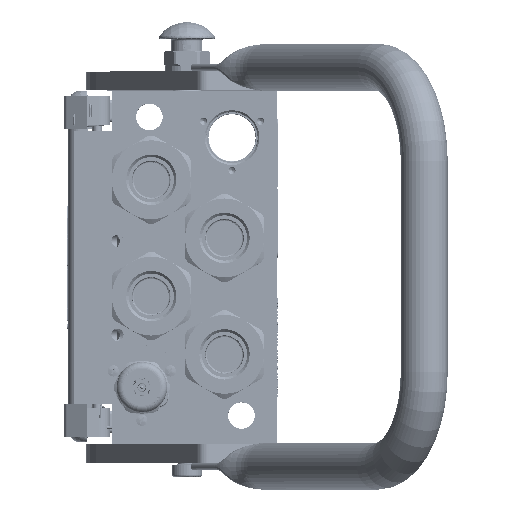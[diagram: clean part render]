
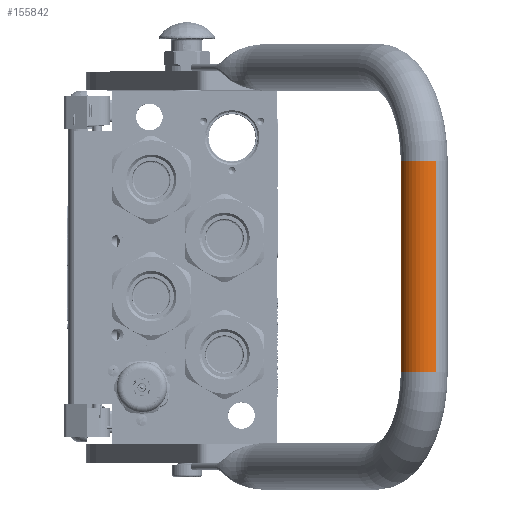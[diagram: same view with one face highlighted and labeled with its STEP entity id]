
A CAD part, top view. The second image highlights one B-rep face of the part: STEP entity #155842.
In plain terms, the highlighted cylindrical face has radius 12.5 mm (diameter 25 mm), a partial arc.
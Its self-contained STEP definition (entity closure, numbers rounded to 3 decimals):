
#1125 = DIRECTION ( 'NONE',  ( 0., 0., -1. ) ) ;
#7278 = VECTOR ( 'NONE', #109003, 1000. ) ;
#10511 = DIRECTION ( 'NONE',  ( 1., 0., 0. ) ) ;
#22088 = CARTESIAN_POINT ( 'NONE',  ( -56.25, 0., 155. ) ) ;
#27361 = AXIS2_PLACEMENT_3D ( 'NONE', #168406, #98538, #1125 ) ;
#31347 = AXIS2_PLACEMENT_3D ( 'NONE', #124877, #124276, #39016 ) ;
#31955 = ORIENTED_EDGE ( 'NONE', *, *, #116340, .T. ) ;
#39016 = DIRECTION ( 'NONE',  ( 0., 0., 1. ) ) ;
#43753 = VERTEX_POINT ( 'NONE', #121458 ) ;
#53270 = CARTESIAN_POINT ( 'NONE',  ( 56.25, 0., 155. ) ) ;
#54130 = VERTEX_POINT ( 'NONE', #53270 ) ;
#63116 = ORIENTED_EDGE ( 'NONE', *, *, #99038, .F. ) ;
#64225 = CARTESIAN_POINT ( 'NONE',  ( -56.25, 0., 180. ) ) ;
#65695 = CARTESIAN_POINT ( 'NONE',  ( 56.25, 0., 167.5 ) ) ;
#65735 = LINE ( 'NONE', #128045, #96501 ) ;
#70638 = ORIENTED_EDGE ( 'NONE', *, *, #73443, .T. ) ;
#71045 = VERTEX_POINT ( 'NONE', #64225 ) ;
#71133 = CYLINDRICAL_SURFACE ( 'NONE', #27361, 12.5 ) ;
#73443 = EDGE_CURVE ( 'NONE', #71045, #93967, #176647, .T. ) ;
#73903 = DIRECTION ( 'NONE',  ( 1., 0., 0. ) ) ;
#90025 = EDGE_LOOP ( 'NONE', ( #31955, #63116, #171721, #70638 ) ) ;
#93967 = VERTEX_POINT ( 'NONE', #22088 ) ;
#96501 = VECTOR ( 'NONE', #73903, 1000. ) ;
#98538 = DIRECTION ( 'NONE',  ( -1., 0., 0. ) ) ;
#99038 = EDGE_CURVE ( 'NONE', #43753, #54130, #170643, .T. ) ;
#109003 = DIRECTION ( 'NONE',  ( 1., 0., 0. ) ) ;
#116340 = EDGE_CURVE ( 'NONE', #93967, #54130, #65735, .T. ) ;
#119234 = LINE ( 'NONE', #139726, #7278 ) ;
#121458 = CARTESIAN_POINT ( 'NONE',  ( 56.25, 0., 180. ) ) ;
#123561 = AXIS2_PLACEMENT_3D ( 'NONE', #65695, #10511, #163786 ) ;
#124276 = DIRECTION ( 'NONE',  ( 1., 0., 0. ) ) ;
#124877 = CARTESIAN_POINT ( 'NONE',  ( -56.25, 0., 167.5 ) ) ;
#128045 = CARTESIAN_POINT ( 'NONE',  ( -56.25, 0., 155. ) ) ;
#139726 = CARTESIAN_POINT ( 'NONE',  ( -56.25, 0., 180. ) ) ;
#154596 = FACE_OUTER_BOUND ( 'NONE', #90025, .T. ) ;
#155842 = ADVANCED_FACE ( 'NONE', ( #154596 ), #71133, .T. ) ;
#156787 = EDGE_CURVE ( 'NONE', #71045, #43753, #119234, .T. ) ;
#163786 = DIRECTION ( 'NONE',  ( 0., 0., 1. ) ) ;
#168406 = CARTESIAN_POINT ( 'NONE',  ( -56.25, 0., 167.5 ) ) ;
#170643 = CIRCLE ( 'NONE', #123561, 12.5 ) ;
#171721 = ORIENTED_EDGE ( 'NONE', *, *, #156787, .F. ) ;
#176647 = CIRCLE ( 'NONE', #31347, 12.5 ) ;
